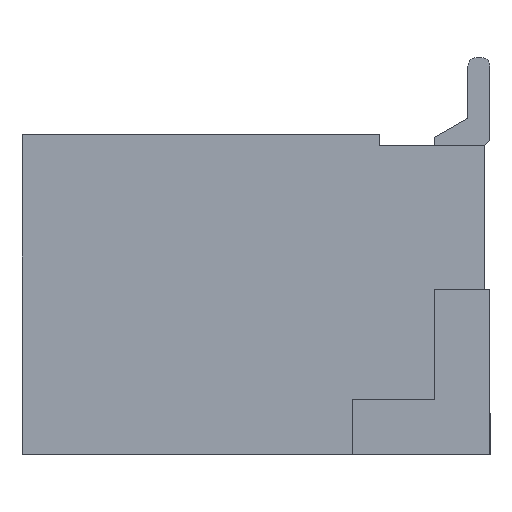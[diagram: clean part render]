
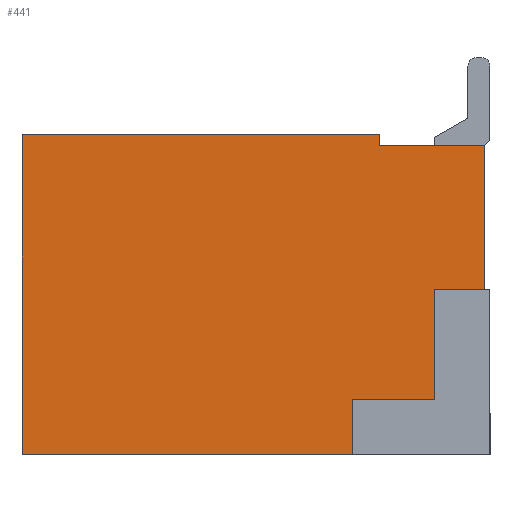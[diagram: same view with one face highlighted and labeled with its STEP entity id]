
A CAD part, left-side view. The second image highlights one B-rep face of the part: STEP entity #441.
In plain terms, the highlighted planar face has unit normal (-1, 0, 0).
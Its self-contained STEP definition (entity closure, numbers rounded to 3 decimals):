
#182 = CARTESIAN_POINT ( 'NONE',  ( -4., 1.25, 0. ) ) ;
#233 = VECTOR ( 'NONE', #8858, 1000. ) ;
#441 = ADVANCED_FACE ( 'NONE', ( #8295 ), #642, .T. ) ;
#470 = CARTESIAN_POINT ( 'NONE',  ( -4., 0.5, 0.5 ) ) ;
#610 = ORIENTED_EDGE ( 'NONE', *, *, #880, .T. ) ;
#636 = ORIENTED_EDGE ( 'NONE', *, *, #2815, .T. ) ;
#642 = PLANE ( 'NONE',  #3572 ) ;
#749 = DIRECTION ( 'NONE',  ( 0., 0., 1. ) ) ;
#870 = CARTESIAN_POINT ( 'NONE',  ( -4., 0., 0. ) ) ;
#880 = EDGE_CURVE ( 'NONE', #4496, #6315, #2999, .T. ) ;
#925 = CARTESIAN_POINT ( 'NONE',  ( -4., 1., 2.8 ) ) ;
#1017 = CARTESIAN_POINT ( 'NONE',  ( -4., 0.05, 1.5 ) ) ;
#1057 = LINE ( 'NONE', #1017, #9002 ) ;
#1197 = VERTEX_POINT ( 'NONE', #7091 ) ;
#1306 = CARTESIAN_POINT ( 'NONE',  ( -4., 1., 2.8 ) ) ;
#1748 = CARTESIAN_POINT ( 'NONE',  ( -4., 4.25, 2.9 ) ) ;
#2105 = VECTOR ( 'NONE', #7872, 1000. ) ;
#2261 = CARTESIAN_POINT ( 'NONE',  ( -4., 1.25, 0. ) ) ;
#2286 = LINE ( 'NONE', #8263, #6262 ) ;
#2297 = DIRECTION ( 'NONE',  ( 0., -1., 0. ) ) ;
#2426 = CARTESIAN_POINT ( 'NONE',  ( -4., 4.25, 2.9 ) ) ;
#2625 = VECTOR ( 'NONE', #2297, 1000. ) ;
#2738 = DIRECTION ( 'NONE',  ( -1., 0., 0. ) ) ;
#2780 = VERTEX_POINT ( 'NONE', #7459 ) ;
#2815 = EDGE_CURVE ( 'NONE', #7339, #8240, #3295, .T. ) ;
#2854 = EDGE_CURVE ( 'NONE', #6315, #7339, #6281, .T. ) ;
#2985 = CARTESIAN_POINT ( 'NONE',  ( -4., 0.05, 1.5 ) ) ;
#2999 = LINE ( 'NONE', #3042, #2105 ) ;
#3042 = CARTESIAN_POINT ( 'NONE',  ( -4., 4.25, 0.5 ) ) ;
#3295 = LINE ( 'NONE', #4043, #233 ) ;
#3478 = VECTOR ( 'NONE', #8026, 1000. ) ;
#3572 = AXIS2_PLACEMENT_3D ( 'NONE', #8984, #2738, #5537 ) ;
#3655 = LINE ( 'NONE', #182, #8610 ) ;
#3732 = EDGE_CURVE ( 'NONE', #1197, #2780, #7426, .T. ) ;
#3767 = LINE ( 'NONE', #2426, #3478 ) ;
#4043 = CARTESIAN_POINT ( 'NONE',  ( -4., 4.25, 1.5 ) ) ;
#4059 = VERTEX_POINT ( 'NONE', #2261 ) ;
#4258 = ORIENTED_EDGE ( 'NONE', *, *, #7650, .T. ) ;
#4270 = LINE ( 'NONE', #870, #2625 ) ;
#4477 = EDGE_CURVE ( 'NONE', #2780, #7436, #3767, .T. ) ;
#4496 = VERTEX_POINT ( 'NONE', #6675 ) ;
#4508 = VECTOR ( 'NONE', #8546, 1000. ) ;
#4634 = VECTOR ( 'NONE', #8045, 1000. ) ;
#4709 = ORIENTED_EDGE ( 'NONE', *, *, #2854, .T. ) ;
#4951 = DIRECTION ( 'NONE',  ( 0., 0., -1. ) ) ;
#5190 = LINE ( 'NONE', #925, #4508 ) ;
#5198 = DIRECTION ( 'NONE',  ( 0., 0., -1. ) ) ;
#5381 = ORIENTED_EDGE ( 'NONE', *, *, #6461, .T. ) ;
#5537 = DIRECTION ( 'NONE',  ( 0., 0., 1. ) ) ;
#5588 = CARTESIAN_POINT ( 'NONE',  ( -4., 0.5, 2.9 ) ) ;
#5701 = VERTEX_POINT ( 'NONE', #7345 ) ;
#5980 = EDGE_CURVE ( 'NONE', #5701, #8240, #1057, .T. ) ;
#6002 = CARTESIAN_POINT ( 'NONE',  ( -4., 0.5, 1.5 ) ) ;
#6065 = ORIENTED_EDGE ( 'NONE', *, *, #6266, .F. ) ;
#6212 = VECTOR ( 'NONE', #749, 1000. ) ;
#6229 = CARTESIAN_POINT ( 'NONE',  ( -4., 4.25, 0. ) ) ;
#6262 = VECTOR ( 'NONE', #7843, 1000. ) ;
#6266 = EDGE_CURVE ( 'NONE', #1197, #8915, #5190, .T. ) ;
#6281 = LINE ( 'NONE', #5588, #6212 ) ;
#6309 = ORIENTED_EDGE ( 'NONE', *, *, #5980, .F. ) ;
#6315 = VERTEX_POINT ( 'NONE', #470 ) ;
#6461 = EDGE_CURVE ( 'NONE', #5701, #8915, #2286, .T. ) ;
#6675 = CARTESIAN_POINT ( 'NONE',  ( -4., 1.25, 0.5 ) ) ;
#6732 = ORIENTED_EDGE ( 'NONE', *, *, #8985, .F. ) ;
#6761 = ORIENTED_EDGE ( 'NONE', *, *, #4477, .T. ) ;
#7027 = ORIENTED_EDGE ( 'NONE', *, *, #3732, .T. ) ;
#7091 = CARTESIAN_POINT ( 'NONE',  ( -4., 1., 2.9 ) ) ;
#7339 = VERTEX_POINT ( 'NONE', #6002 ) ;
#7345 = CARTESIAN_POINT ( 'NONE',  ( -4., 0.05, 2.8 ) ) ;
#7401 = EDGE_LOOP ( 'NONE', ( #610, #4709, #636, #6309, #5381, #6065, #7027, #6761, #4258, #6732 ) ) ;
#7426 = LINE ( 'NONE', #1748, #4634 ) ;
#7436 = VERTEX_POINT ( 'NONE', #6229 ) ;
#7459 = CARTESIAN_POINT ( 'NONE',  ( -4., 4.25, 2.9 ) ) ;
#7650 = EDGE_CURVE ( 'NONE', #7436, #4059, #4270, .T. ) ;
#7843 = DIRECTION ( 'NONE',  ( 0., 1., 0. ) ) ;
#7872 = DIRECTION ( 'NONE',  ( 0., -1., 0. ) ) ;
#8026 = DIRECTION ( 'NONE',  ( 0., 0., -1. ) ) ;
#8045 = DIRECTION ( 'NONE',  ( 0., 1., 0. ) ) ;
#8240 = VERTEX_POINT ( 'NONE', #2985 ) ;
#8263 = CARTESIAN_POINT ( 'NONE',  ( -4., 0., 2.8 ) ) ;
#8295 = FACE_OUTER_BOUND ( 'NONE', #7401, .T. ) ;
#8546 = DIRECTION ( 'NONE',  ( 0., 0., -1. ) ) ;
#8610 = VECTOR ( 'NONE', #4951, 1000. ) ;
#8858 = DIRECTION ( 'NONE',  ( 0., -1., 0. ) ) ;
#8915 = VERTEX_POINT ( 'NONE', #1306 ) ;
#8984 = CARTESIAN_POINT ( 'NONE',  ( -4., 4.25, 2.9 ) ) ;
#8985 = EDGE_CURVE ( 'NONE', #4496, #4059, #3655, .T. ) ;
#9002 = VECTOR ( 'NONE', #5198, 1000. ) ;
